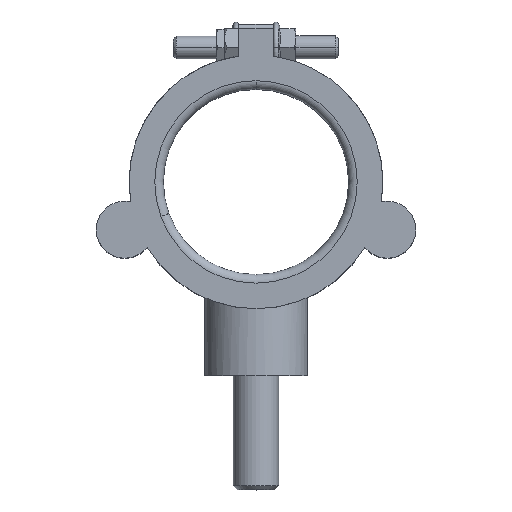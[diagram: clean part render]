
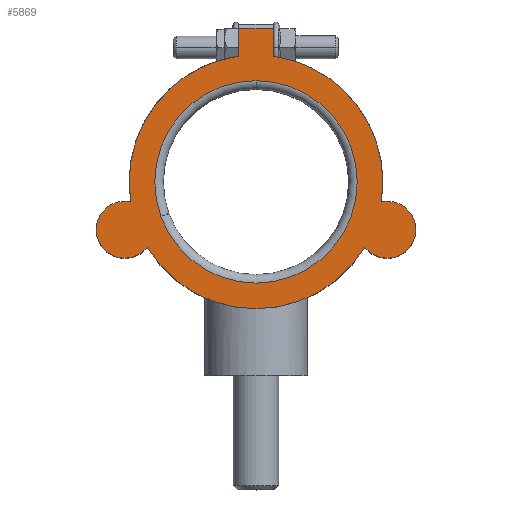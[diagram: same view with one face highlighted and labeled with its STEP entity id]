
A CAD part, top view. The second image highlights one B-rep face of the part: STEP entity #5869.
In plain terms, the highlighted face is planar.
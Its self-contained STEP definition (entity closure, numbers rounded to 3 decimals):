
#45=CARTESIAN_POINT('',(0.,33.,0.));
#46=DIRECTION('',(0.,1.,0.));
#47=DIRECTION('',(0.988,0.,0.157));
#48=AXIS2_PLACEMENT_3D('',#45,#46,#47);
#50=CARTESIAN_POINT('',(0.,33.,0.));
#51=DIRECTION('',(0.,1.,0.));
#52=DIRECTION('',(-0.94,0.,0.342));
#53=AXIS2_PLACEMENT_3D('',#50,#51,#52);
#55=CARTESIAN_POINT('',(-46.045,33.,16.759));
#56=DIRECTION('',(0.,1.,0.));
#57=DIRECTION('',(0.21,0.,-0.978));
#58=AXIS2_PLACEMENT_3D('',#55,#56,#57);
#60=CARTESIAN_POINT('',(0.,33.,0.));
#61=DIRECTION('',(0.,-1.,0.));
#62=DIRECTION('',(-0.988,0.,0.157));
#63=AXIS2_PLACEMENT_3D('',#60,#61,#62);
#65=CARTESIAN_POINT('',(46.045,33.,16.759));
#66=DIRECTION('',(0.,-1.,0.));
#67=DIRECTION('',(-0.21,0.,-0.978));
#68=AXIS2_PLACEMENT_3D('',#65,#66,#67);
#80=CARTESIAN_POINT('',(0.,33.,0.));
#81=DIRECTION('',(0.,-1.,0.));
#82=DIRECTION('',(-0.94,0.,0.342));
#83=AXIS2_PLACEMENT_3D('',#80,#81,#82);
#161=DIRECTION('',(-1.,0.,0.));
#162=VECTOR('',#161,12.);
#163=CARTESIAN_POINT('',(6.,33.,-53.7));
#164=LINE('',#163,#162);
#183=DIRECTION('',(0.,0.,-1.));
#184=VECTOR('',#183,9.606);
#185=CARTESIAN_POINT('',(-6.,33.,-44.094));
#186=LINE('',#185,#184);
#490=CARTESIAN_POINT('',(0.,33.,0.));
#491=DIRECTION('',(0.,1.,0.));
#492=DIRECTION('',(-0.857,0.,0.515));
#493=AXIS2_PLACEMENT_3D('',#490,#491,#492);
#4132=DIRECTION('',(0.,0.,1.));
#4133=VECTOR('',#4132,9.606);
#4134=CARTESIAN_POINT('',(6.,33.,-53.7));
#4135=LINE('',#4134,#4133);
#4696=CARTESIAN_POINT('',(-38.154,33.,22.902));
#4698=VERTEX_POINT('',#4696);
#5501=CARTESIAN_POINT('',(38.154,33.,22.902));
#5502=VERTEX_POINT('',#5501);
#5518=CARTESIAN_POINT('',(6.,33.,-44.094));
#5520=VERTEX_POINT('',#5518);
#5530=CARTESIAN_POINT('',(6.,33.,-53.7));
#5532=VERTEX_POINT('',#5530);
#5589=CARTESIAN_POINT('',(43.949,33.,6.981));
#5591=VERTEX_POINT('',#5589);
#5607=CARTESIAN_POINT('',(-6.,33.,-44.094));
#5608=VERTEX_POINT('',#5607);
#5613=CARTESIAN_POINT('',(-6.,33.,-53.7));
#5615=VERTEX_POINT('',#5613);
#5674=CARTESIAN_POINT('',(-33.359,33.,12.142));
#5676=VERTEX_POINT('',#5674);
#5677=CARTESIAN_POINT('',(0.,33.,-35.5));
#5679=VERTEX_POINT('',#5677);
#5691=CARTESIAN_POINT('',(-43.949,33.,6.981));
#5692=VERTEX_POINT('',#5691);
#5842=CARTESIAN_POINT('',(0.,33.,0.));
#5843=DIRECTION('',(0.,1.,0.));
#5844=DIRECTION('',(0.94,0.,-0.342));
#5845=AXIS2_PLACEMENT_3D('',#5842,#5843,#5844);
#5846=PLANE('',#5845);
#5848=ORIENTED_EDGE('',*,*,#5847,.F.);
#5850=ORIENTED_EDGE('',*,*,#5849,.T.);
#5852=ORIENTED_EDGE('',*,*,#5851,.T.);
#5854=ORIENTED_EDGE('',*,*,#5853,.F.);
#5856=ORIENTED_EDGE('',*,*,#5855,.T.);
#5857=ORIENTED_EDGE('',*,*,#5834,.F.);
#5858=ORIENTED_EDGE('',*,*,#5823,.T.);
#5860=ORIENTED_EDGE('',*,*,#5859,.F.);
#5861=EDGE_LOOP('',(#5848,#5850,#5852,#5854,#5856,#5857,#5858,#5860));
#5862=FACE_OUTER_BOUND('',#5861,.F.);
#5864=ORIENTED_EDGE('',*,*,#5863,.T.);
#5866=ORIENTED_EDGE('',*,*,#5865,.F.);
#5867=EDGE_LOOP('',(#5864,#5866));
#5868=FACE_BOUND('',#5867,.F.);
#5869=ADVANCED_FACE('',(#5862,#5868),#5846,.T.);
#49=CIRCLE('',#48,44.5);
#54=CIRCLE('',#53,35.5);
#59=CIRCLE('',#58,10.);
#64=CIRCLE('',#63,44.5);
#69=CIRCLE('',#68,10.);
#84=CIRCLE('',#83,35.5);
#494=CIRCLE('',#493,44.5);
#5823=EDGE_CURVE('',#5591,#5502,#69,.T.);
#5834=EDGE_CURVE('',#5591,#5520,#49,.T.);
#5847=EDGE_CURVE('',#5692,#4698,#59,.T.);
#5849=EDGE_CURVE('',#5692,#5608,#64,.T.);
#5851=EDGE_CURVE('',#5608,#5615,#186,.T.);
#5853=EDGE_CURVE('',#5532,#5615,#164,.T.);
#5855=EDGE_CURVE('',#5532,#5520,#4135,.T.);
#5859=EDGE_CURVE('',#4698,#5502,#494,.T.);
#5863=EDGE_CURVE('',#5676,#5679,#54,.T.);
#5865=EDGE_CURVE('',#5676,#5679,#84,.T.);
